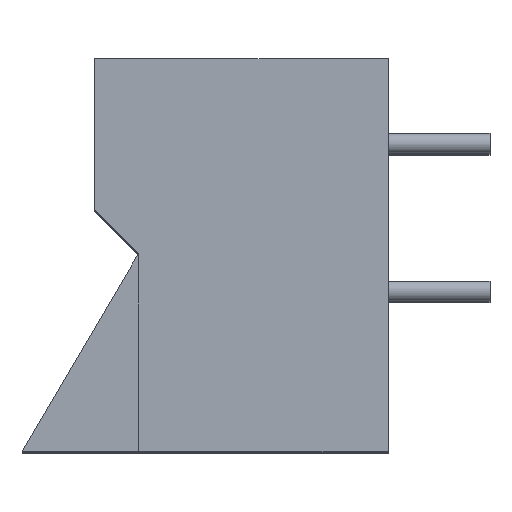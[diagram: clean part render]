
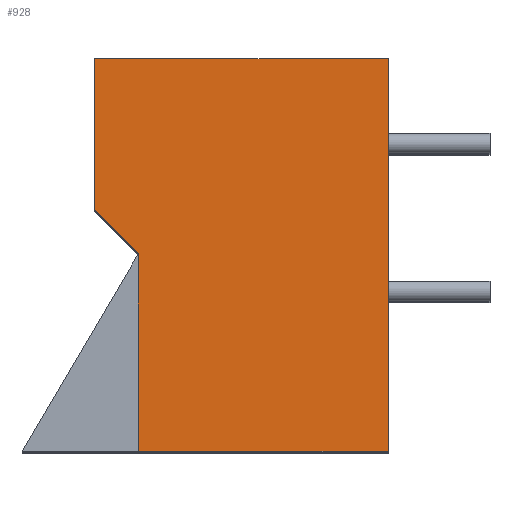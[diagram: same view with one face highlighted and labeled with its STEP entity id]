
A CAD part, top view. The second image highlights one B-rep face of the part: STEP entity #928.
In plain terms, the highlighted planar face has unit normal (0, 0, 1).
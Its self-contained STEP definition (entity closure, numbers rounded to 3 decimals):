
#928=ADVANCED_FACE('',(#1587),#1589,.T.);
#1587=FACE_BOUND('',#1588,.T.);
#1588=EDGE_LOOP('',(#2061,#2062,#2063,#2064,#2065,#2066));
#1589=PLANE('',#1590);
#1590=AXIS2_PLACEMENT_3D('',#1591,#1592,#1593);
#1591=CARTESIAN_POINT('',(0.,0.,0.));
#1592=DIRECTION('',(0.,0.,1.));
#1593=DIRECTION('',(1.,0.,0.));
#2061=ORIENTED_EDGE('',*,*,#2310,.T.);
#2062=ORIENTED_EDGE('',*,*,#2314,.T.);
#2063=ORIENTED_EDGE('',*,*,#2317,.T.);
#2064=ORIENTED_EDGE('',*,*,#2320,.T.);
#2065=ORIENTED_EDGE('',*,*,#2323,.T.);
#2066=ORIENTED_EDGE('',*,*,#2325,.T.);
#2310=EDGE_CURVE('',#2552,#2550,#2553,.T.);
#2314=EDGE_CURVE('',#2550,#2557,#2559,.T.);
#2317=EDGE_CURVE('',#2557,#2562,#2564,.T.);
#2320=EDGE_CURVE('',#2562,#2567,#2569,.T.);
#2323=EDGE_CURVE('',#2567,#2572,#2574,.T.);
#2325=EDGE_CURVE('',#2572,#2552,#2576,.T.);
#2550=VERTEX_POINT('',#3043);
#2552=VERTEX_POINT('',#3047);
#2553=LINE('',#3048,#3049);
#2557=VERTEX_POINT('',#3058);
#2559=LINE('',#3062,#3063);
#2562=VERTEX_POINT('',#3069);
#2564=LINE('',#3073,#3074);
#2567=VERTEX_POINT('',#3080);
#2569=LINE('',#3084,#3085);
#2572=VERTEX_POINT('',#3091);
#2574=LINE('',#3095,#3096);
#2576=LINE('',#3101,#3102);
#3043=CARTESIAN_POINT('',(10.1,0.,0.));
#3047=CARTESIAN_POINT('',(10.1,-13.513,0.));
#3048=CARTESIAN_POINT('',(10.1,-13.513,0.));
#3049=VECTOR('',#3050,1.);
#3050=DIRECTION('',(0.,1.,0.));
#3058=CARTESIAN_POINT('',(0.,0.,0.));
#3062=CARTESIAN_POINT('',(10.1,0.,0.));
#3063=VECTOR('',#3064,1.);
#3064=DIRECTION('',(-1.,0.,0.));
#3069=CARTESIAN_POINT('',(0.,-5.19,0.));
#3073=CARTESIAN_POINT('',(0.,0.,0.));
#3074=VECTOR('',#3075,1.);
#3075=DIRECTION('',(0.,-1.,0.));
#3080=CARTESIAN_POINT('',(1.5,-6.713,0.));
#3084=CARTESIAN_POINT('',(0.,-5.19,0.));
#3085=VECTOR('',#3086,1.);
#3086=DIRECTION('',(0.702,-0.712,0.));
#3091=CARTESIAN_POINT('',(1.5,-13.513,0.));
#3095=CARTESIAN_POINT('',(1.5,-6.713,0.));
#3096=VECTOR('',#3097,1.);
#3097=DIRECTION('',(0.,-1.,0.));
#3101=CARTESIAN_POINT('',(1.5,-13.513,0.));
#3102=VECTOR('',#3103,1.);
#3103=DIRECTION('',(1.,0.,0.));
